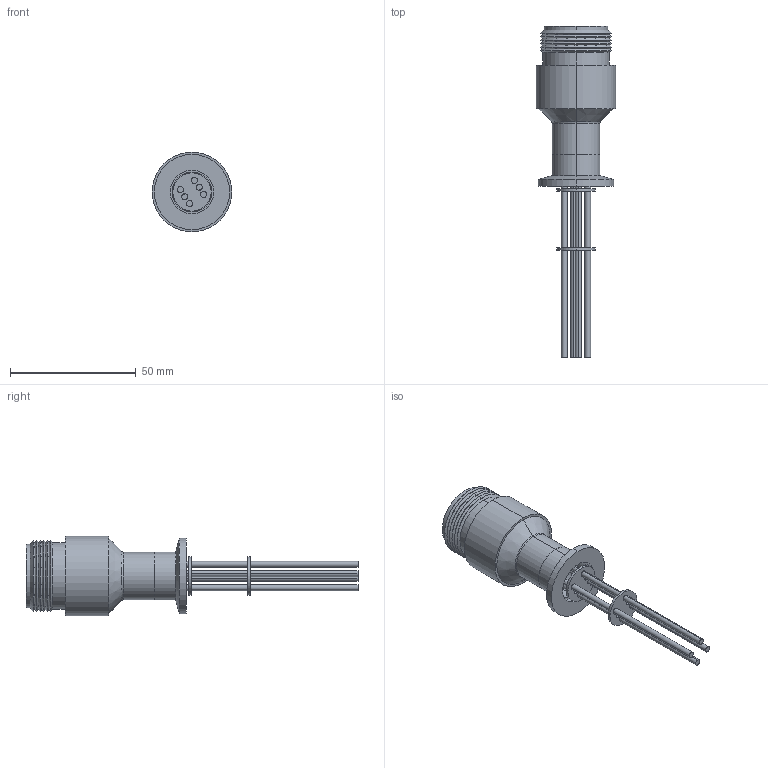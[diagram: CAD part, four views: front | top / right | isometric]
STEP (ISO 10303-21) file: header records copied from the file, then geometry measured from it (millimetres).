
FILE_DESCRIPTION (( 'STEP AP203' ), '1' );
FILE_NAME ('A2567-5-QF.STEP', '2013-03-25T12:43:23', ( '' ), ( '' ), 'SwSTEP 2.0', 'SolidWorks 2012', '' );
FILE_SCHEMA (( 'CONFIG_CONTROL_DESIGN' ));
Length unit declared in the file: inch
Products named in the file (1): A2567-5-QF
Bounding box: 31.75 x 132.15 x 31.75 mm (x, y, z)
Volume: 15859.5 mm3; surface area: 17214.1 mm2
Topology: 1 solids, 1 shells, 184 faces, 420 edges, 264 vertices
Faces by surface type: cylinder 99, plane 41, cone 32, torus 12
Entity records: 5335 total; most frequent: DIRECTION 1029, CARTESIAN_POINT 879, ORIENTED_EDGE 824, AXIS2_PLACEMENT_3D 438, EDGE_CURVE 412, VERTEX_POINT 264, CIRCLE 253, EDGE_LOOP 238
